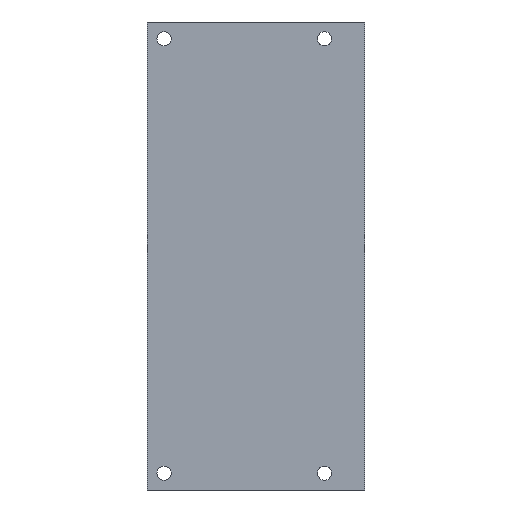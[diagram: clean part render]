
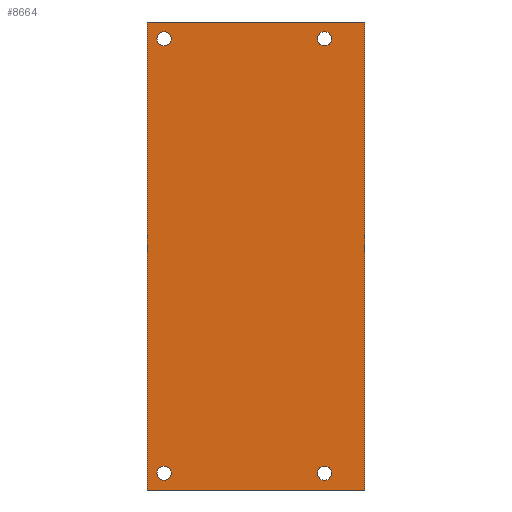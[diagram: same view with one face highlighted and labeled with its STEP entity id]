
A CAD part, left-side view. The second image highlights one B-rep face of the part: STEP entity #8664.
In plain terms, the highlighted planar face has unit normal (-1, 0, 0).
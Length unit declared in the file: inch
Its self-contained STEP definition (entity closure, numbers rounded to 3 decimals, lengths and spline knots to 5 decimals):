
#72 = CIRCLE ( 'NONE', #10175, 0.1065 ) ;
#221 = CARTESIAN_POINT ( 'NONE',  ( 0., 0.6, -3.1435 ) ) ;
#233 = ORIENTED_EDGE ( 'NONE', *, *, #17348, .F. ) ;
#325 = VERTEX_POINT ( 'NONE', #11339 ) ;
#451 = ORIENTED_EDGE ( 'NONE', *, *, #7139, .F. ) ;
#751 = DIRECTION ( 'NONE',  ( -1., 0., 0. ) ) ;
#850 = DIRECTION ( 'NONE',  ( 0., 0., 1. ) ) ;
#884 = CARTESIAN_POINT ( 'NONE',  ( 0., 3., 3.3565 ) ) ;
#1422 = AXIS2_PLACEMENT_3D ( 'NONE', #12847, #7621, #16042 ) ;
#1621 = FACE_OUTER_BOUND ( 'NONE', #17914, .T. ) ;
#1729 = CARTESIAN_POINT ( 'NONE',  ( 0., 3.25, 3.5 ) ) ;
#1933 = VERTEX_POINT ( 'NONE', #19158 ) ;
#1975 = ORIENTED_EDGE ( 'NONE', *, *, #3143, .F. ) ;
#2054 = DIRECTION ( 'NONE',  ( -1., 0., 0. ) ) ;
#2403 = VECTOR ( 'NONE', #15032, 39.37008 ) ;
#2456 = AXIS2_PLACEMENT_3D ( 'NONE', #12198, #14467, #12811 ) ;
#2495 = ORIENTED_EDGE ( 'NONE', *, *, #14833, .F. ) ;
#2575 = EDGE_LOOP ( 'NONE', ( #451, #11205 ) ) ;
#2728 = LINE ( 'NONE', #21211, #8894 ) ;
#2976 = ORIENTED_EDGE ( 'NONE', *, *, #20923, .F. ) ;
#3083 = CIRCLE ( 'NONE', #7254, 0.1065 ) ;
#3143 = EDGE_CURVE ( 'NONE', #14157, #12399, #14684, .T. ) ;
#3431 = DIRECTION ( 'NONE',  ( 0., 0., 1. ) ) ;
#3638 = CARTESIAN_POINT ( 'NONE',  ( 0., 0., -3.5 ) ) ;
#3799 = CARTESIAN_POINT ( 'NONE',  ( 0., 0.6, -3.25 ) ) ;
#3903 = FACE_BOUND ( 'NONE', #2575, .T. ) ;
#4006 = AXIS2_PLACEMENT_3D ( 'NONE', #18631, #14026, #18851 ) ;
#4205 = DIRECTION ( 'NONE',  ( -1., 0., 0. ) ) ;
#4287 = ORIENTED_EDGE ( 'NONE', *, *, #21063, .F. ) ;
#4292 = DIRECTION ( 'NONE',  ( 0., 0., 1. ) ) ;
#4611 = ORIENTED_EDGE ( 'NONE', *, *, #16896, .T. ) ;
#4633 = FACE_BOUND ( 'NONE', #9739, .T. ) ;
#4883 = CARTESIAN_POINT ( 'NONE',  ( 0., 0.6, 3.25 ) ) ;
#4973 = ORIENTED_EDGE ( 'NONE', *, *, #11045, .F. ) ;
#4985 = LINE ( 'NONE', #11634, #20212 ) ;
#5330 = CARTESIAN_POINT ( 'NONE',  ( 0., 3.25, -3.5 ) ) ;
#5766 = ORIENTED_EDGE ( 'NONE', *, *, #10601, .F. ) ;
#5798 = VERTEX_POINT ( 'NONE', #11210 ) ;
#6523 = DIRECTION ( 'NONE',  ( -1., 0., 0. ) ) ;
#6651 = CIRCLE ( 'NONE', #1422, 0.1065 ) ;
#6652 = FACE_BOUND ( 'NONE', #15404, .T. ) ;
#6719 = CARTESIAN_POINT ( 'NONE',  ( 0., 3., 3.25 ) ) ;
#6839 = CIRCLE ( 'NONE', #7880, 0.1065 ) ;
#7139 = EDGE_CURVE ( 'NONE', #10434, #18358, #72, .T. ) ;
#7254 = AXIS2_PLACEMENT_3D ( 'NONE', #13940, #4205, #9327 ) ;
#7315 = EDGE_CURVE ( 'NONE', #8019, #5798, #15446, .T. ) ;
#7621 = DIRECTION ( 'NONE',  ( -1., 0., 0. ) ) ;
#7720 = CIRCLE ( 'NONE', #13273, 0.1065 ) ;
#7795 = CARTESIAN_POINT ( 'NONE',  ( 0., 3., -3.25 ) ) ;
#7880 = AXIS2_PLACEMENT_3D ( 'NONE', #17259, #751, #850 ) ;
#8019 = VERTEX_POINT ( 'NONE', #884 ) ;
#8046 = AXIS2_PLACEMENT_3D ( 'NONE', #7795, #12799, #4292 ) ;
#8479 = CARTESIAN_POINT ( 'NONE',  ( 0., 3., -3.3565 ) ) ;
#8664 = ADVANCED_FACE ( 'NONE', ( #1621, #6652, #3903, #4633, #8818 ), #11171, .F. ) ;
#8818 = FACE_BOUND ( 'NONE', #16105, .T. ) ;
#8894 = VECTOR ( 'NONE', #17699, 39.37008 ) ;
#9219 = CIRCLE ( 'NONE', #4006, 0.1065 ) ;
#9327 = DIRECTION ( 'NONE',  ( 0., 0., 1. ) ) ;
#9471 = DIRECTION ( 'NONE',  ( 0., 0., 1. ) ) ;
#9571 = CARTESIAN_POINT ( 'NONE',  ( 0., 0., 3.5 ) ) ;
#9739 = EDGE_LOOP ( 'NONE', ( #4973, #1975 ) ) ;
#10175 = AXIS2_PLACEMENT_3D ( 'NONE', #3799, #2054, #15278 ) ;
#10434 = VERTEX_POINT ( 'NONE', #221 ) ;
#10601 = EDGE_CURVE ( 'NONE', #11393, #17505, #2728, .T. ) ;
#11045 = EDGE_CURVE ( 'NONE', #12399, #14157, #6839, .T. ) ;
#11171 = PLANE ( 'NONE',  #2456 ) ;
#11205 = ORIENTED_EDGE ( 'NONE', *, *, #16152, .F. ) ;
#11210 = CARTESIAN_POINT ( 'NONE',  ( 0., 3., 3.1435 ) ) ;
#11339 = CARTESIAN_POINT ( 'NONE',  ( 0., 0.6, 3.3565 ) ) ;
#11393 = VERTEX_POINT ( 'NONE', #1729 ) ;
#11634 = CARTESIAN_POINT ( 'NONE',  ( 0., 0., -3.5 ) ) ;
#11960 = CARTESIAN_POINT ( 'NONE',  ( 0., 0., 3.5 ) ) ;
#12198 = CARTESIAN_POINT ( 'NONE',  ( 0., 3.25, 3.5 ) ) ;
#12399 = VERTEX_POINT ( 'NONE', #12753 ) ;
#12753 = CARTESIAN_POINT ( 'NONE',  ( 0., 3., -3.1435 ) ) ;
#12799 = DIRECTION ( 'NONE',  ( -1., 0., 0. ) ) ;
#12811 = DIRECTION ( 'NONE',  ( 0., 0., -1. ) ) ;
#12847 = CARTESIAN_POINT ( 'NONE',  ( 0., 3., 3.25 ) ) ;
#13047 = LINE ( 'NONE', #14597, #2403 ) ;
#13273 = AXIS2_PLACEMENT_3D ( 'NONE', #4883, #6523, #17998 ) ;
#13365 = DIRECTION ( 'NONE',  ( -1., 0., 0. ) ) ;
#13471 = VERTEX_POINT ( 'NONE', #3638 ) ;
#13940 = CARTESIAN_POINT ( 'NONE',  ( 0., 0.6, -3.25 ) ) ;
#14026 = DIRECTION ( 'NONE',  ( -1., 0., 0. ) ) ;
#14157 = VERTEX_POINT ( 'NONE', #8479 ) ;
#14467 = DIRECTION ( 'NONE',  ( 1., 0., 0. ) ) ;
#14597 = CARTESIAN_POINT ( 'NONE',  ( 0., 3.25, 3.5 ) ) ;
#14602 = VECTOR ( 'NONE', #9471, 39.37008 ) ;
#14684 = CIRCLE ( 'NONE', #8046, 0.1065 ) ;
#14833 = EDGE_CURVE ( 'NONE', #1933, #325, #9219, .T. ) ;
#15032 = DIRECTION ( 'NONE',  ( 0., 0., 1. ) ) ;
#15278 = DIRECTION ( 'NONE',  ( 0., 0., 1. ) ) ;
#15404 = EDGE_LOOP ( 'NONE', ( #19331, #2976 ) ) ;
#15446 = CIRCLE ( 'NONE', #16835, 0.1065 ) ;
#16042 = DIRECTION ( 'NONE',  ( 0., 0., 1. ) ) ;
#16105 = EDGE_LOOP ( 'NONE', ( #4287, #2495 ) ) ;
#16152 = EDGE_CURVE ( 'NONE', #18358, #10434, #3083, .T. ) ;
#16835 = AXIS2_PLACEMENT_3D ( 'NONE', #6719, #13365, #3431 ) ;
#16896 = EDGE_CURVE ( 'NONE', #13471, #17505, #17684, .T. ) ;
#17134 = VERTEX_POINT ( 'NONE', #5330 ) ;
#17259 = CARTESIAN_POINT ( 'NONE',  ( 0., 3., -3.25 ) ) ;
#17348 = EDGE_CURVE ( 'NONE', #17134, #11393, #13047, .T. ) ;
#17505 = VERTEX_POINT ( 'NONE', #11960 ) ;
#17684 = LINE ( 'NONE', #9571, #14602 ) ;
#17699 = DIRECTION ( 'NONE',  ( 0., -1., 0. ) ) ;
#17914 = EDGE_LOOP ( 'NONE', ( #4611, #5766, #233, #20068 ) ) ;
#17998 = DIRECTION ( 'NONE',  ( 0., 0., 1. ) ) ;
#18317 = DIRECTION ( 'NONE',  ( 0., -1., 0. ) ) ;
#18358 = VERTEX_POINT ( 'NONE', #18808 ) ;
#18574 = EDGE_CURVE ( 'NONE', #17134, #13471, #4985, .T. ) ;
#18631 = CARTESIAN_POINT ( 'NONE',  ( 0., 0.6, 3.25 ) ) ;
#18808 = CARTESIAN_POINT ( 'NONE',  ( 0., 0.6, -3.3565 ) ) ;
#18851 = DIRECTION ( 'NONE',  ( 0., 0., 1. ) ) ;
#19158 = CARTESIAN_POINT ( 'NONE',  ( 0., 0.6, 3.1435 ) ) ;
#19331 = ORIENTED_EDGE ( 'NONE', *, *, #7315, .F. ) ;
#20068 = ORIENTED_EDGE ( 'NONE', *, *, #18574, .T. ) ;
#20212 = VECTOR ( 'NONE', #18317, 39.37008 ) ;
#20923 = EDGE_CURVE ( 'NONE', #5798, #8019, #6651, .T. ) ;
#21063 = EDGE_CURVE ( 'NONE', #325, #1933, #7720, .T. ) ;
#21211 = CARTESIAN_POINT ( 'NONE',  ( 0., 0., 3.5 ) ) ;
